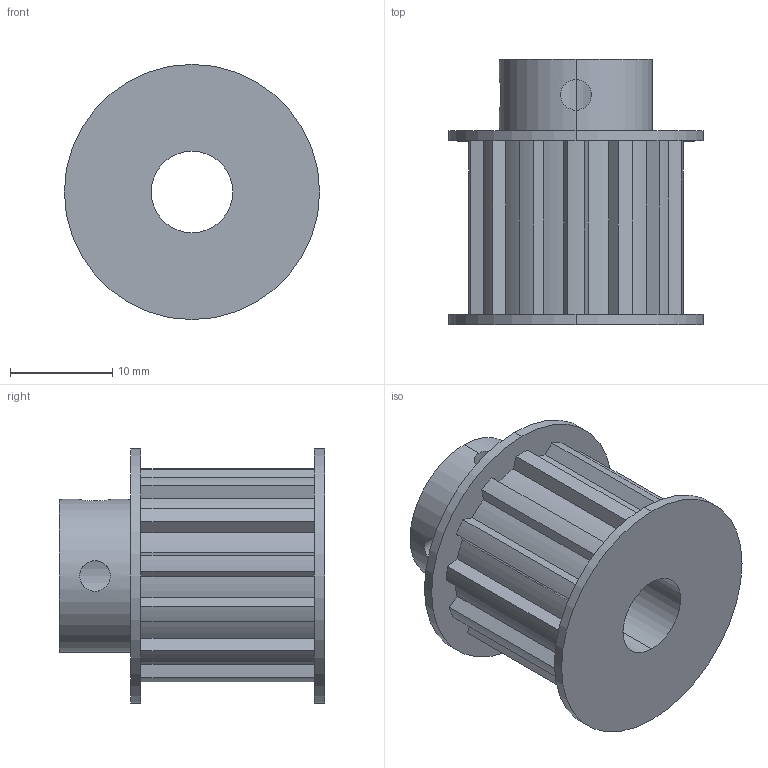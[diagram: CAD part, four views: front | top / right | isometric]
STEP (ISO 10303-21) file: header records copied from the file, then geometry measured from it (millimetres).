
FILE_DESCRIPTION (( 'STEP AP203' ), '1' );
FILE_NAME ('Pulley 8mm IGNIS_Predeterminado_sldprt.STEP', '2024-02-29T15:20:23', ( '' ), ( '' ), 'SwSTEP 2.0', 'SolidWorks 2022', '' );
FILE_SCHEMA (( 'CONFIG_CONTROL_DESIGN' ));
Length unit declared in the file: millimetre
Products named in the file (1): Pulley 8mm IGNIS_Predeterminado_sldprt
Bounding box: 25 x 26 x 25 mm (x, y, z)
Volume: 5977.3 mm3; surface area: 3854 mm2
Topology: 1 solids, 1 shells, 69 faces, 198 edges, 132 vertices
Faces by surface type: cylinder 38, plane 31
Entity records: 2545 total; most frequent: CARTESIAN_POINT 600, ORIENTED_EDGE 396, DIRECTION 394, EDGE_CURVE 198, AXIS2_PLACEMENT_3D 138, VERTEX_POINT 132, VECTOR 118, LINE 118
